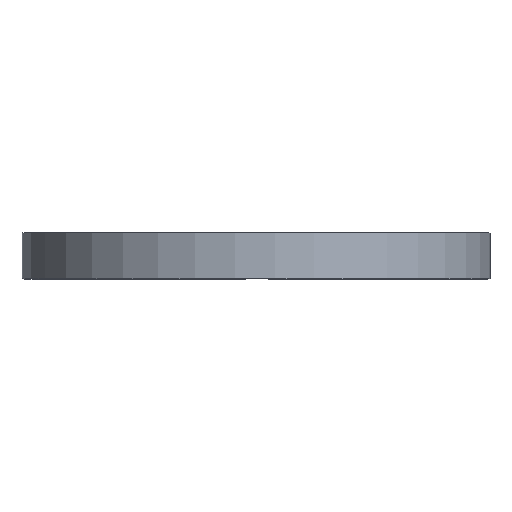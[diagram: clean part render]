
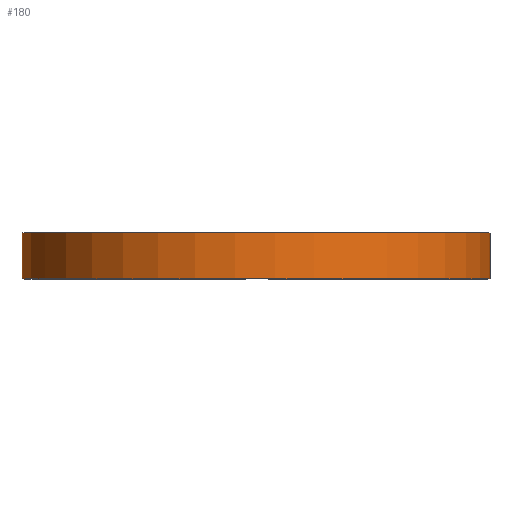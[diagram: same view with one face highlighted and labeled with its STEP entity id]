
A CAD part, top view. The second image highlights one B-rep face of the part: STEP entity #180.
In plain terms, the highlighted cylindrical face has radius 51 mm (diameter 102 mm), a partial arc.
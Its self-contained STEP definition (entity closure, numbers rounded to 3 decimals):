
#14 = LINE ( 'NONE', #324, #525 ) ;
#15 = ORIENTED_EDGE ( 'NONE', *, *, #578, .T. ) ;
#16 = CYLINDRICAL_SURFACE ( 'NONE', #390, 51. ) ;
#22 = ORIENTED_EDGE ( 'NONE', *, *, #43, .T. ) ;
#24 = LINE ( 'NONE', #562, #228 ) ;
#37 = FACE_OUTER_BOUND ( 'NONE', #212, .T. ) ;
#43 = EDGE_CURVE ( 'NONE', #587, #559, #24, .T. ) ;
#55 = VERTEX_POINT ( 'NONE', #542 ) ;
#122 = AXIS2_PLACEMENT_3D ( 'NONE', #337, #336, #335 ) ;
#138 = CIRCLE ( 'NONE', #122, 51. ) ;
#180 = ADVANCED_FACE ( 'NONE', ( #37 ), #16, .T. ) ;
#200 = ORIENTED_EDGE ( 'NONE', *, *, #585, .F. ) ;
#212 = EDGE_LOOP ( 'NONE', ( #15, #200, #553, #22 ) ) ;
#221 = VERTEX_POINT ( 'NONE', #422 ) ;
#228 = VECTOR ( 'NONE', #558, 1000. ) ;
#302 = AXIS2_PLACEMENT_3D ( 'NONE', #321, #320, #319 ) ;
#313 = CARTESIAN_POINT ( 'NONE',  ( -31.003, 10., -40.495 ) ) ;
#319 = DIRECTION ( 'NONE',  ( 0., 0., 1. ) ) ;
#320 = DIRECTION ( 'NONE',  ( 0., 1., 0. ) ) ;
#321 = CARTESIAN_POINT ( 'NONE',  ( 0., 0., 0. ) ) ;
#322 = DIRECTION ( 'NONE',  ( 0., -1., 0. ) ) ;
#324 = CARTESIAN_POINT ( 'NONE',  ( 31.396, 10., -40.191 ) ) ;
#335 = DIRECTION ( 'NONE',  ( 0., 0., 1. ) ) ;
#336 = DIRECTION ( 'NONE',  ( 0., 1., 0. ) ) ;
#337 = CARTESIAN_POINT ( 'NONE',  ( 0., 10., 0. ) ) ;
#360 = CARTESIAN_POINT ( 'NONE',  ( -31.003, 0., -40.495 ) ) ;
#390 = AXIS2_PLACEMENT_3D ( 'NONE', #466, #475, #471 ) ;
#422 = CARTESIAN_POINT ( 'NONE',  ( 31.396, 0., -40.191 ) ) ;
#440 = CIRCLE ( 'NONE', #302, 51. ) ;
#466 = CARTESIAN_POINT ( 'NONE',  ( 0., 10., 0. ) ) ;
#471 = DIRECTION ( 'NONE',  ( 0., 0., -1. ) ) ;
#475 = DIRECTION ( 'NONE',  ( 0., -1., 0. ) ) ;
#525 = VECTOR ( 'NONE', #322, 1000. ) ;
#542 = CARTESIAN_POINT ( 'NONE',  ( 31.396, 10., -40.191 ) ) ;
#553 = ORIENTED_EDGE ( 'NONE', *, *, #557, .F. ) ;
#557 = EDGE_CURVE ( 'NONE', #587, #55, #138, .T. ) ;
#558 = DIRECTION ( 'NONE',  ( 0., -1., 0. ) ) ;
#559 = VERTEX_POINT ( 'NONE', #360 ) ;
#562 = CARTESIAN_POINT ( 'NONE',  ( -31.003, 10., -40.495 ) ) ;
#578 = EDGE_CURVE ( 'NONE', #559, #221, #440, .T. ) ;
#585 = EDGE_CURVE ( 'NONE', #55, #221, #14, .T. ) ;
#587 = VERTEX_POINT ( 'NONE', #313 ) ;
